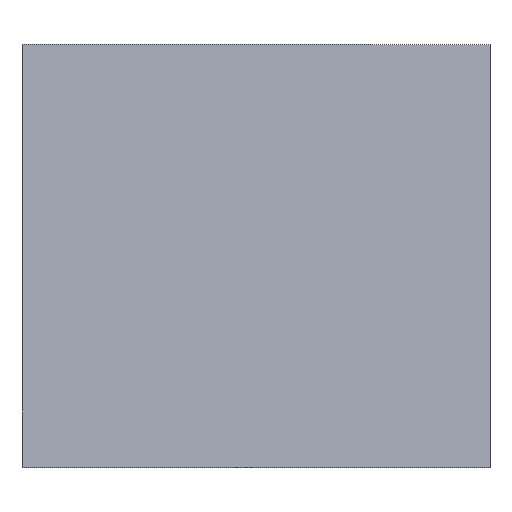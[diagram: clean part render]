
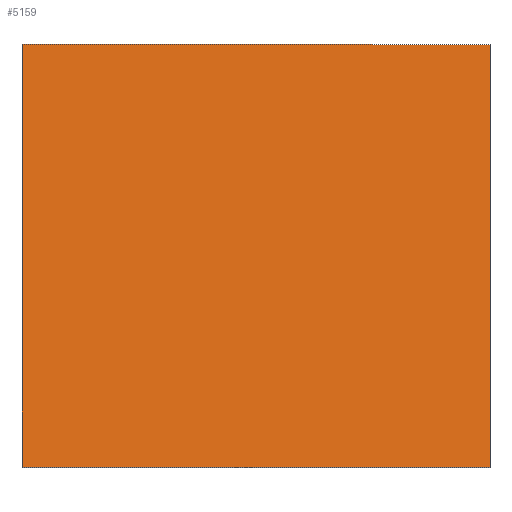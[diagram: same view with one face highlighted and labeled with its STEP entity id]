
A CAD part, top view. The second image highlights one B-rep face of the part: STEP entity #5159.
In plain terms, the highlighted planar face has unit normal (0.293, 0, 0.956).
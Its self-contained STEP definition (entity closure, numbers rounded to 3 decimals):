
#41=PLANE('',#5465);
#317=FACE_OUTER_BOUND('',#593,.T.);
#593=EDGE_LOOP('',(#4593,#4594,#4595,#4596));
#1398=LINE('',#22804,#1669);
#1401=LINE('',#22811,#1672);
#1402=LINE('',#22812,#1673);
#1403=LINE('',#22813,#1674);
#1669=VECTOR('',#6301,10.);
#1672=VECTOR('',#6306,10.);
#1673=VECTOR('',#6307,10.);
#1674=VECTOR('',#6308,10.);
#2213=VERTEX_POINT('',#22801);
#2214=VERTEX_POINT('',#22803);
#2216=VERTEX_POINT('',#22809);
#2217=VERTEX_POINT('',#22810);
#3014=EDGE_CURVE('',#2214,#2213,#1398,.T.);
#3017=EDGE_CURVE('',#2216,#2217,#1401,.T.);
#3018=EDGE_CURVE('',#2214,#2216,#1402,.T.);
#3019=EDGE_CURVE('',#2217,#2213,#1403,.T.);
#4593=ORIENTED_EDGE('',*,*,#3017,.F.);
#4594=ORIENTED_EDGE('',*,*,#3018,.F.);
#4595=ORIENTED_EDGE('',*,*,#3014,.T.);
#4596=ORIENTED_EDGE('',*,*,#3019,.F.);
#5159=ADVANCED_FACE('',(#317),#41,.F.);
#5465=AXIS2_PLACEMENT_3D('',#22808,#6304,#6305);
#6301=DIRECTION('',(0.,-1.,0.));
#6304=DIRECTION('center_axis',(-0.293,0.,-0.956));
#6305=DIRECTION('ref_axis',(-0.956,0.,0.293));
#6306=DIRECTION('',(0.,-1.,0.));
#6307=DIRECTION('',(0.956,0.,-0.293));
#6308=DIRECTION('',(-0.956,0.,0.293));
#22801=CARTESIAN_POINT('',(-36.75,-33.2,22.5));
#22803=CARTESIAN_POINT('',(-36.75,33.2,22.5));
#22804=CARTESIAN_POINT('',(-36.75,-33.2,22.5));
#22808=CARTESIAN_POINT('Origin',(36.75,-33.2,0.));
#22809=CARTESIAN_POINT('',(36.75,33.2,0.));
#22810=CARTESIAN_POINT('',(36.75,-33.2,0.));
#22811=CARTESIAN_POINT('',(36.75,33.2,0.));
#22812=CARTESIAN_POINT('',(36.75,33.2,0.));
#22813=CARTESIAN_POINT('',(3.149,-33.2,10.286));
